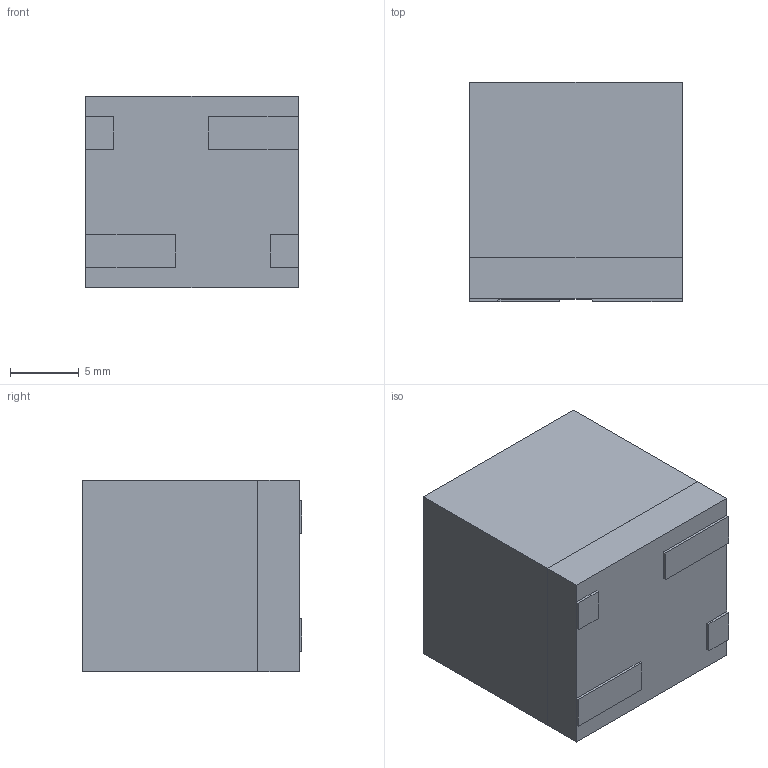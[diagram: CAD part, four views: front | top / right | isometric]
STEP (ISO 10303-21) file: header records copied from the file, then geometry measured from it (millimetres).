
FILE_DESCRIPTION (( 'STEP AP214' ), '1' );
FILE_NAME ('Coilcraft-UA8013-AL.STEP', '2020-06-30T15:19:05', ( '' ), ( '' ), 'SwSTEP 2.0', 'SolidWorks 2020', '' );
FILE_SCHEMA (( 'AUTOMOTIVE_DESIGN' ));
Length unit declared in the file: millimetre
Products named in the file (1): Coilcraft-UA8013-AL
Bounding box: 15.5 x 16 x 14 mm (x, y, z)
Volume: 3437.7 mm3; surface area: 1891.1 mm2
Topology: 6 solids, 6 shells, 443 faces, 1052 edges, 649 vertices
Faces by surface type: bspline 289, plane 148, cylinder 6
Entity records: 19104 total; most frequent: CARTESIAN_POINT 10616, ORIENTED_EDGE 2104, EDGE_CURVE 1052, DIRECTION 796, VERTEX_POINT 649, B_SPLINE_CURVE_WITH_KNOTS 578, EDGE_LOOP 471, VECTOR 462
